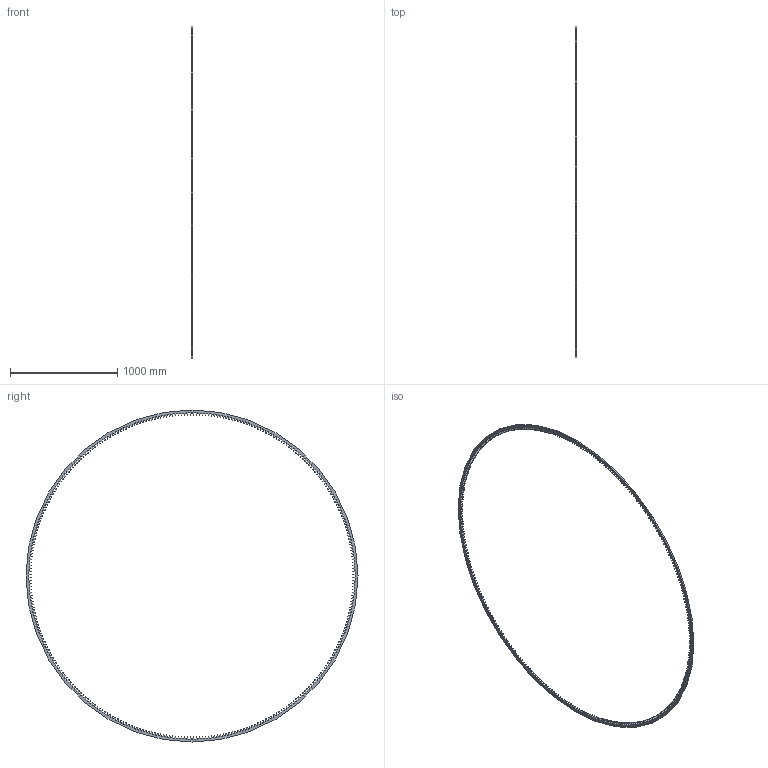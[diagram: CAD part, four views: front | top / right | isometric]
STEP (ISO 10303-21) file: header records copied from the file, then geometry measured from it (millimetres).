
FILE_DESCRIPTION(('CATIA V5 STEP Exchange'),'2;1');
FILE_NAME('internal gear 9mm 336t.stp','2019-11-08T11:15:37+00:00',('none'),('none'),'CATIA Version 5 Release 21 GA (IN-10)','CATIA V5 STEP AP203','none');
FILE_SCHEMA(('CONFIG_CONTROL_DESIGN'));
Products named in the file (1): roata dreapta
Bounding box: 12 x 3096 x 3096 mm (x, y, z)
Volume: 4205121.5 mm3; surface area: 1040736.9 mm2
Topology: 1 solids, 1 shells, 2020 faces, 6054 edges, 4036 vertices
Faces by surface type: cylinder 1346, extrusion 672, plane 2
Entity records: 80103 total; most frequent: CARTESIAN_POINT 28239, ORIENTED_EDGE 12108, DIRECTION 8078, EDGE_CURVE 6054, AXIS2_PLACEMENT_3D 4041, VERTEX_POINT 4036, CIRCLE 2692, VECTOR 2690
